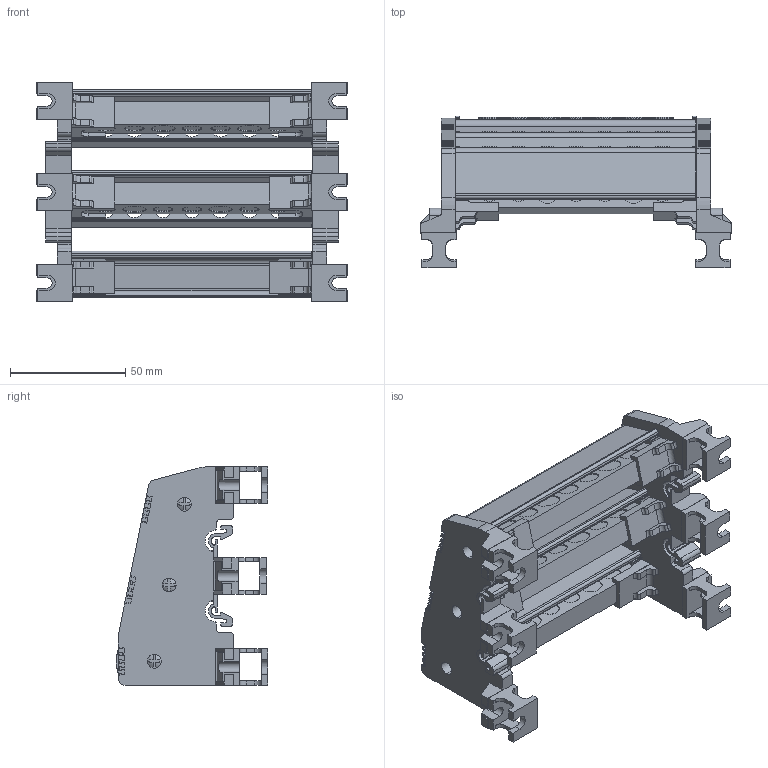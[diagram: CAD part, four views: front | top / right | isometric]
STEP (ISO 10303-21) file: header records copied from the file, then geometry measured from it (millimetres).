
FILE_DESCRIPTION (( 'STEP AP203' ), '1' );
FILE_NAME ('10x15 Üç Kutuplu Daðýtýcý Ünite - 7 Delikli (Yüksek Tip).STEP', '2020-05-12T05:58:27', ( '' ), ( '' ), 'SwSTEP 2.0', 'SolidWorks 2011', '' );
FILE_SCHEMA (( 'CONFIG_CONTROL_DESIGN' ));
Products named in the file (1): 10x15 Üç Kutuplu Daðýtýcý Ünite - 7 Delikli (Yüksek Tip)
Bounding box: 135 x 65.93 x 95 mm (x, y, z)
Volume: 131090 mm3; surface area: 97020.3 mm2
Topology: 1 solids, 7 shells, 2932 faces, 8296 edges, 5421 vertices
Faces by surface type: plane 1584, cylinder 878, bspline 196, cone 147, torus 127
Entity records: 99481 total; most frequent: CARTESIAN_POINT 23415, ORIENTED_EDGE 16592, DIRECTION 15392, EDGE_CURVE 8296, VERTEX_POINT 5421, VECTOR 5204, LINE 5204, AXIS2_PLACEMENT_3D 5094
